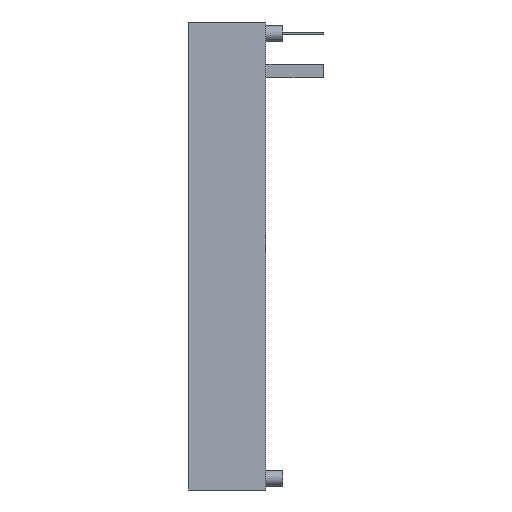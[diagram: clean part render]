
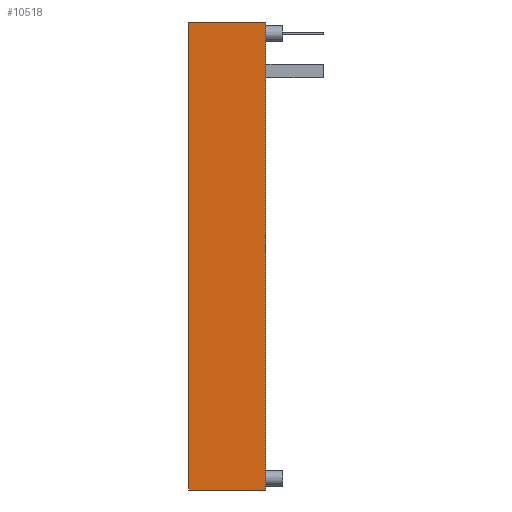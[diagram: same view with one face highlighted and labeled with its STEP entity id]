
A CAD part, left-side view. The second image highlights one B-rep face of the part: STEP entity #10518.
In plain terms, the highlighted planar face has unit normal (-1, 0, 0).
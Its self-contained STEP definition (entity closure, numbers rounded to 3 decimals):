
#648 = EDGE_CURVE ( 'NONE', #3513, #7009, #10623, .T. ) ;
#1432 = AXIS2_PLACEMENT_3D ( 'NONE', #8489, #11592, #6325 ) ;
#1497 = EDGE_CURVE ( 'NONE', #7009, #3295, #12553, .T. ) ;
#1850 = CARTESIAN_POINT ( 'NONE',  ( -20.7, 4., 12.15 ) ) ;
#2137 = ORIENTED_EDGE ( 'NONE', *, *, #13723, .F. ) ;
#2456 = ORIENTED_EDGE ( 'NONE', *, *, #1497, .T. ) ;
#3295 = VERTEX_POINT ( 'NONE', #8155 ) ;
#3298 = CARTESIAN_POINT ( 'NONE',  ( -20.7, 0., -12.15 ) ) ;
#3513 = VERTEX_POINT ( 'NONE', #7635 ) ;
#4249 = DIRECTION ( 'NONE',  ( 0., -1., 0. ) ) ;
#4786 = EDGE_LOOP ( 'NONE', ( #2456, #13459, #2137, #12629 ) ) ;
#5830 = VECTOR ( 'NONE', #4249, 1000. ) ;
#5892 = EDGE_CURVE ( 'NONE', #12806, #3295, #8663, .T. ) ;
#6238 = PLANE ( 'NONE',  #1432 ) ;
#6300 = DIRECTION ( 'NONE',  ( 0., -1., 0. ) ) ;
#6325 = DIRECTION ( 'NONE',  ( 0., 0., -1. ) ) ;
#7009 = VERTEX_POINT ( 'NONE', #3298 ) ;
#7324 = CARTESIAN_POINT ( 'NONE',  ( -20.7, 4., 12.15 ) ) ;
#7635 = CARTESIAN_POINT ( 'NONE',  ( -20.7, 4., -12.15 ) ) ;
#8155 = CARTESIAN_POINT ( 'NONE',  ( -20.7, 0., 12.15 ) ) ;
#8489 = CARTESIAN_POINT ( 'NONE',  ( -20.7, 4., 12.15 ) ) ;
#8553 = CARTESIAN_POINT ( 'NONE',  ( -20.7, 4., -12.15 ) ) ;
#8663 = LINE ( 'NONE', #7324, #5830 ) ;
#9361 = VECTOR ( 'NONE', #13057, 1000. ) ;
#9460 = VECTOR ( 'NONE', #6300, 1000. ) ;
#9528 = LINE ( 'NONE', #9767, #9361 ) ;
#9736 = VECTOR ( 'NONE', #10127, 1000. ) ;
#9767 = CARTESIAN_POINT ( 'NONE',  ( -20.7, 4., 12.15 ) ) ;
#10127 = DIRECTION ( 'NONE',  ( 0., 0., 1. ) ) ;
#10518 = ADVANCED_FACE ( 'NONE', ( #13744 ), #6238, .F. ) ;
#10623 = LINE ( 'NONE', #8553, #9460 ) ;
#11167 = CARTESIAN_POINT ( 'NONE',  ( -20.7, 0., 12.15 ) ) ;
#11592 = DIRECTION ( 'NONE',  ( 1., 0., 0. ) ) ;
#12553 = LINE ( 'NONE', #11167, #9736 ) ;
#12629 = ORIENTED_EDGE ( 'NONE', *, *, #648, .T. ) ;
#12806 = VERTEX_POINT ( 'NONE', #1850 ) ;
#13057 = DIRECTION ( 'NONE',  ( 0., 0., 1. ) ) ;
#13459 = ORIENTED_EDGE ( 'NONE', *, *, #5892, .F. ) ;
#13723 = EDGE_CURVE ( 'NONE', #3513, #12806, #9528, .T. ) ;
#13744 = FACE_OUTER_BOUND ( 'NONE', #4786, .T. ) ;
